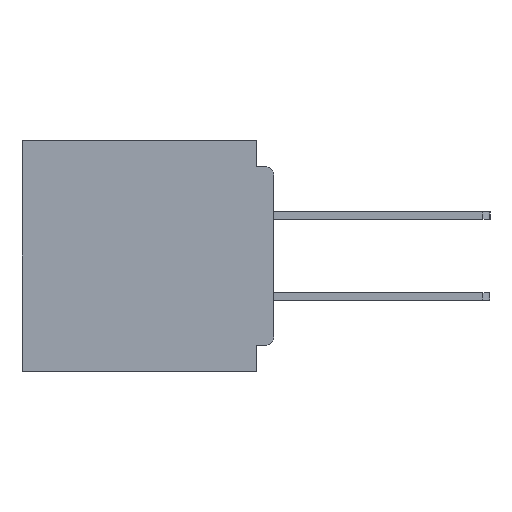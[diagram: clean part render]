
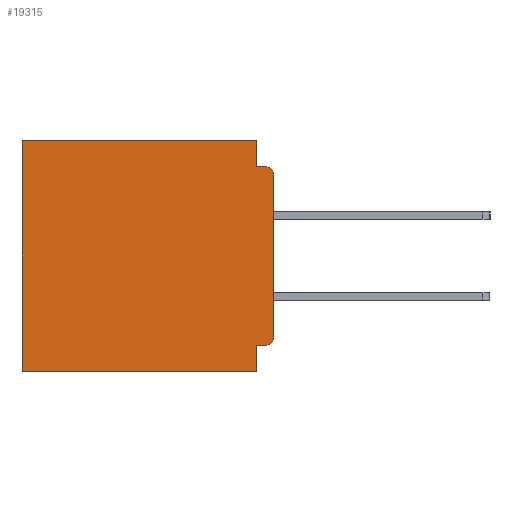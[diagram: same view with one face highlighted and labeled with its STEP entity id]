
A CAD part, left-side view. The second image highlights one B-rep face of the part: STEP entity #19315.
In plain terms, the highlighted planar face has unit normal (-1, 0, 0).
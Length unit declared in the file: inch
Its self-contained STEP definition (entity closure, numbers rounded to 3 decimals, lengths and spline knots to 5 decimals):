
#1109 = VERTEX_POINT ( 'NONE', #59691 ) ;
#1345 = DIRECTION ( 'NONE',  ( 0., 0., -1. ) ) ;
#1563 = LINE ( 'NONE', #28868, #27953 ) ;
#1849 = CIRCLE ( 'NONE', #12294, 0.015 ) ;
#2317 = LINE ( 'NONE', #13813, #27022 ) ;
#2340 = AXIS2_PLACEMENT_3D ( 'NONE', #44780, #13280, #50036 ) ;
#2726 = ORIENTED_EDGE ( 'NONE', *, *, #18287, .F. ) ;
#3758 = DIRECTION ( 'NONE',  ( 0., 0., -1. ) ) ;
#4381 = DIRECTION ( 'NONE',  ( 1., 0., 0. ) ) ;
#5187 = ORIENTED_EDGE ( 'NONE', *, *, #29505, .T. ) ;
#5356 = VECTOR ( 'NONE', #48870, 39.37008 ) ;
#6368 = DIRECTION ( 'NONE',  ( 0., 1., 0. ) ) ;
#6519 = LINE ( 'NONE', #59298, #32965 ) ;
#7831 = CARTESIAN_POINT ( 'NONE',  ( 0.3, 0.015, -0.355 ) ) ;
#8773 = VECTOR ( 'NONE', #1345, 39.37008 ) ;
#9777 = EDGE_CURVE ( 'NONE', #28125, #16487, #19376, .T. ) ;
#11494 = VECTOR ( 'NONE', #6368, 39.37008 ) ;
#12294 = AXIS2_PLACEMENT_3D ( 'NONE', #66394, #35352, #3758 ) ;
#13156 = VERTEX_POINT ( 'NONE', #38501 ) ;
#13280 = DIRECTION ( 'NONE',  ( -1., 0., 0. ) ) ;
#13813 = CARTESIAN_POINT ( 'NONE',  ( 0.3, 0., -0.355 ) ) ;
#14710 = FACE_OUTER_BOUND ( 'NONE', #24103, .T. ) ;
#15457 = CIRCLE ( 'NONE', #2340, 0.015 ) ;
#16487 = VERTEX_POINT ( 'NONE', #18211 ) ;
#18211 = CARTESIAN_POINT ( 'NONE',  ( 0.3, 0.031, -0.045 ) ) ;
#18287 = EDGE_CURVE ( 'NONE', #48463, #41325, #23077, .T. ) ;
#19083 = EDGE_CURVE ( 'NONE', #61736, #36255, #1563, .T. ) ;
#19315 = ADVANCED_FACE ( 'NONE', ( #14710 ), #35970, .F. ) ;
#19376 = LINE ( 'NONE', #43623, #5356 ) ;
#19723 = ORIENTED_EDGE ( 'NONE', *, *, #9777, .F. ) ;
#20138 = ORIENTED_EDGE ( 'NONE', *, *, #65716, .F. ) ;
#20906 = CARTESIAN_POINT ( 'NONE',  ( 0.3, 0.437, -0.4 ) ) ;
#23077 = LINE ( 'NONE', #57893, #47760 ) ;
#24103 = EDGE_LOOP ( 'NONE', ( #2726, #40839, #51304, #19723, #5187, #39064, #30685, #20138, #36751, #43162 ) ) ;
#24134 = EDGE_CURVE ( 'NONE', #48463, #1109, #1849, .T. ) ;
#24388 = VECTOR ( 'NONE', #65913, 39.37008 ) ;
#25670 = CARTESIAN_POINT ( 'NONE',  ( 0.3, 0.437, 0. ) ) ;
#26037 = LINE ( 'NONE', #60760, #24388 ) ;
#26566 = DIRECTION ( 'NONE',  ( 0., 0., -1. ) ) ;
#26666 = EDGE_CURVE ( 'NONE', #57274, #38247, #2317, .T. ) ;
#27022 = VECTOR ( 'NONE', #29762, 39.37008 ) ;
#27953 = VECTOR ( 'NONE', #29091, 39.37008 ) ;
#28125 = VERTEX_POINT ( 'NONE', #48166 ) ;
#28868 = CARTESIAN_POINT ( 'NONE',  ( 0.3, 0.437, -0.4 ) ) ;
#29091 = DIRECTION ( 'NONE',  ( 0., 0., -1. ) ) ;
#29419 = EDGE_CURVE ( 'NONE', #13156, #36255, #53371, .T. ) ;
#29505 = EDGE_CURVE ( 'NONE', #28125, #61736, #6519, .T. ) ;
#29762 = DIRECTION ( 'NONE',  ( 0., 1., 0. ) ) ;
#30685 = ORIENTED_EDGE ( 'NONE', *, *, #29419, .F. ) ;
#32699 = CARTESIAN_POINT ( 'NONE',  ( 0.3, 0., -0.4 ) ) ;
#32965 = VECTOR ( 'NONE', #64459, 39.37008 ) ;
#33433 = CARTESIAN_POINT ( 'NONE',  ( 0.3, 0.031, -0.355 ) ) ;
#34386 = CARTESIAN_POINT ( 'NONE',  ( 0.3, 0., -0.06 ) ) ;
#35352 = DIRECTION ( 'NONE',  ( -1., 0., 0. ) ) ;
#35970 = PLANE ( 'NONE',  #41612 ) ;
#36255 = VERTEX_POINT ( 'NONE', #20906 ) ;
#36751 = ORIENTED_EDGE ( 'NONE', *, *, #26666, .F. ) ;
#38247 = VERTEX_POINT ( 'NONE', #33433 ) ;
#38501 = CARTESIAN_POINT ( 'NONE',  ( 0.3, 0.031, -0.4 ) ) ;
#39064 = ORIENTED_EDGE ( 'NONE', *, *, #19083, .T. ) ;
#40839 = ORIENTED_EDGE ( 'NONE', *, *, #24134, .T. ) ;
#41208 = DIRECTION ( 'NONE',  ( 0., 0., -1. ) ) ;
#41325 = VERTEX_POINT ( 'NONE', #47757 ) ;
#41612 = AXIS2_PLACEMENT_3D ( 'NONE', #61842, #4381, #41208 ) ;
#43162 = ORIENTED_EDGE ( 'NONE', *, *, #55194, .T. ) ;
#43623 = CARTESIAN_POINT ( 'NONE',  ( 0.3, 0.031, 0. ) ) ;
#44780 = CARTESIAN_POINT ( 'NONE',  ( 0.3, 0.015, -0.34 ) ) ;
#45159 = EDGE_CURVE ( 'NONE', #16487, #1109, #26037, .T. ) ;
#47757 = CARTESIAN_POINT ( 'NONE',  ( 0.3, 0., -0.34 ) ) ;
#47760 = VECTOR ( 'NONE', #26566, 39.37008 ) ;
#48166 = CARTESIAN_POINT ( 'NONE',  ( 0.3, 0.031, 0. ) ) ;
#48463 = VERTEX_POINT ( 'NONE', #34386 ) ;
#48502 = CARTESIAN_POINT ( 'NONE',  ( 0.3, 0.031, -0.4 ) ) ;
#48870 = DIRECTION ( 'NONE',  ( 0., 0., -1. ) ) ;
#50036 = DIRECTION ( 'NONE',  ( 0., 0., -1. ) ) ;
#50696 = LINE ( 'NONE', #48502, #8773 ) ;
#51304 = ORIENTED_EDGE ( 'NONE', *, *, #45159, .F. ) ;
#53371 = LINE ( 'NONE', #32699, #11494 ) ;
#55194 = EDGE_CURVE ( 'NONE', #57274, #41325, #15457, .T. ) ;
#57274 = VERTEX_POINT ( 'NONE', #7831 ) ;
#57893 = CARTESIAN_POINT ( 'NONE',  ( 0.3, 0., -0.4 ) ) ;
#59298 = CARTESIAN_POINT ( 'NONE',  ( 0.3, 0., 0. ) ) ;
#59691 = CARTESIAN_POINT ( 'NONE',  ( 0.3, 0.015, -0.045 ) ) ;
#60760 = CARTESIAN_POINT ( 'NONE',  ( 0.3, 0., -0.045 ) ) ;
#61736 = VERTEX_POINT ( 'NONE', #25670 ) ;
#61842 = CARTESIAN_POINT ( 'NONE',  ( 0.3, 0., -0.4 ) ) ;
#64459 = DIRECTION ( 'NONE',  ( 0., 1., 0. ) ) ;
#65716 = EDGE_CURVE ( 'NONE', #38247, #13156, #50696, .T. ) ;
#65913 = DIRECTION ( 'NONE',  ( 0., -1., 0. ) ) ;
#66394 = CARTESIAN_POINT ( 'NONE',  ( 0.3, 0.015, -0.06 ) ) ;
